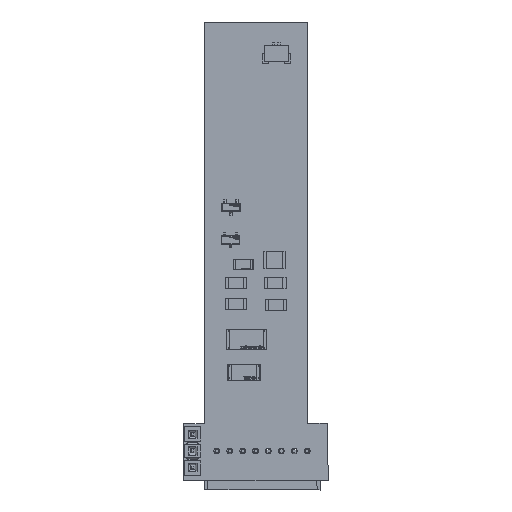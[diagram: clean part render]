
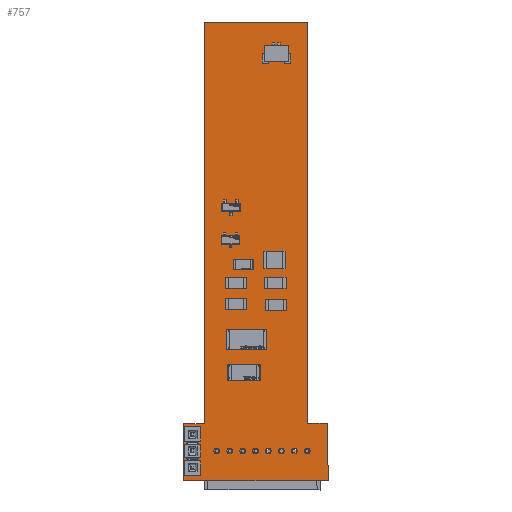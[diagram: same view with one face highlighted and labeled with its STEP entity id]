
A CAD part, top view. The second image highlights one B-rep face of the part: STEP entity #757.
In plain terms, the highlighted planar face has unit normal (0, 0, 1).
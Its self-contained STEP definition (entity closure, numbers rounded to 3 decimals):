
#104 = VERTEX_POINT('',#105);
#105 = CARTESIAN_POINT('',(22.765,8.382,0.411));
#111 = EDGE_CURVE('',#104,#112,#114,.T.);
#112 = VERTEX_POINT('',#113);
#113 = CARTESIAN_POINT('',(22.606,17.272,0.411));
#114 = LINE('',#115,#116);
#115 = CARTESIAN_POINT('',(22.765,8.382,0.411));
#116 = VECTOR('',#117,1.);
#117 = DIRECTION('',(-0.018,1.,0.));
#142 = EDGE_CURVE('',#112,#143,#145,.T.);
#143 = VERTEX_POINT('',#144);
#144 = CARTESIAN_POINT('',(19.558,17.272,0.411));
#145 = LINE('',#146,#147);
#146 = CARTESIAN_POINT('',(22.606,17.272,0.411));
#147 = VECTOR('',#148,1.);
#148 = DIRECTION('',(-1.,0.,0.));
#173 = EDGE_CURVE('',#143,#174,#176,.T.);
#174 = VERTEX_POINT('',#175);
#175 = CARTESIAN_POINT('',(19.558,79.375,0.411));
#176 = LINE('',#177,#178);
#177 = CARTESIAN_POINT('',(19.558,17.272,0.411));
#178 = VECTOR('',#179,1.);
#179 = DIRECTION('',(0.,1.,0.));
#204 = EDGE_CURVE('',#174,#205,#207,.T.);
#205 = VERTEX_POINT('',#206);
#206 = CARTESIAN_POINT('',(3.556,79.375,0.411));
#207 = LINE('',#208,#209);
#208 = CARTESIAN_POINT('',(19.558,79.375,0.411));
#209 = VECTOR('',#210,1.);
#210 = DIRECTION('',(-1.,0.,0.));
#235 = EDGE_CURVE('',#205,#236,#238,.T.);
#236 = VERTEX_POINT('',#237);
#237 = CARTESIAN_POINT('',(3.556,17.145,0.411));
#238 = LINE('',#239,#240);
#239 = CARTESIAN_POINT('',(3.556,79.375,0.411));
#240 = VECTOR('',#241,1.);
#241 = DIRECTION('',(0.,-1.,0.));
#266 = EDGE_CURVE('',#236,#267,#269,.T.);
#267 = VERTEX_POINT('',#268);
#268 = CARTESIAN_POINT('',(0.381,17.145,0.411));
#269 = LINE('',#270,#271);
#270 = CARTESIAN_POINT('',(3.556,17.145,0.411));
#271 = VECTOR('',#272,1.);
#272 = DIRECTION('',(-1.,0.,0.));
#297 = EDGE_CURVE('',#267,#298,#300,.T.);
#298 = VERTEX_POINT('',#299);
#299 = CARTESIAN_POINT('',(0.381,8.382,0.411));
#300 = LINE('',#301,#302);
#301 = CARTESIAN_POINT('',(0.381,17.145,0.411));
#302 = VECTOR('',#303,1.);
#303 = DIRECTION('',(0.,-1.,0.));
#328 = EDGE_CURVE('',#298,#104,#329,.T.);
#329 = LINE('',#330,#331);
#330 = CARTESIAN_POINT('',(0.381,8.382,0.411));
#331 = VECTOR('',#332,1.);
#332 = DIRECTION('',(1.,0.,0.));
#352 = VERTEX_POINT('',#353);
#353 = CARTESIAN_POINT('',(2.288,12.954,0.411));
#359 = EDGE_CURVE('',#352,#352,#360,.T.);
#360 = CIRCLE('',#361,0.51);
#361 = AXIS2_PLACEMENT_3D('',#362,#363,#364);
#362 = CARTESIAN_POINT('',(1.778,12.954,0.411));
#363 = DIRECTION('',(0.,0.,1.));
#364 = DIRECTION('',(1.,0.,-0.));
#385 = VERTEX_POINT('',#386);
#386 = CARTESIAN_POINT('',(2.288,10.414,0.411));
#392 = EDGE_CURVE('',#385,#385,#393,.T.);
#393 = CIRCLE('',#394,0.51);
#394 = AXIS2_PLACEMENT_3D('',#395,#396,#397);
#395 = CARTESIAN_POINT('',(1.778,10.414,0.411));
#396 = DIRECTION('',(0.,0.,1.));
#397 = DIRECTION('',(1.,0.,-0.));
#418 = VERTEX_POINT('',#419);
#419 = CARTESIAN_POINT('',(2.288,15.494,0.411));
#425 = EDGE_CURVE('',#418,#418,#426,.T.);
#426 = CIRCLE('',#427,0.51);
#427 = AXIS2_PLACEMENT_3D('',#428,#429,#430);
#428 = CARTESIAN_POINT('',(1.778,15.494,0.411));
#429 = DIRECTION('',(0.,0.,1.));
#430 = DIRECTION('',(1.,0.,-0.));
#451 = VERTEX_POINT('',#452);
#452 = CARTESIAN_POINT('',(7.943,12.954,0.411));
#458 = EDGE_CURVE('',#451,#451,#459,.T.);
#459 = CIRCLE('',#460,0.45);
#460 = AXIS2_PLACEMENT_3D('',#461,#462,#463);
#461 = CARTESIAN_POINT('',(7.493,12.954,0.411));
#462 = DIRECTION('',(0.,0.,1.));
#463 = DIRECTION('',(1.,0.,-0.));
#484 = VERTEX_POINT('',#485);
#485 = CARTESIAN_POINT('',(5.943,12.954,0.411));
#491 = EDGE_CURVE('',#484,#484,#492,.T.);
#492 = CIRCLE('',#493,0.45);
#493 = AXIS2_PLACEMENT_3D('',#494,#495,#496);
#494 = CARTESIAN_POINT('',(5.493,12.954,0.411));
#495 = DIRECTION('',(0.,0.,1.));
#496 = DIRECTION('',(1.,0.,-0.));
#517 = VERTEX_POINT('',#518);
#518 = CARTESIAN_POINT('',(15.943,12.954,0.411));
#524 = EDGE_CURVE('',#517,#517,#525,.T.);
#525 = CIRCLE('',#526,0.45);
#526 = AXIS2_PLACEMENT_3D('',#527,#528,#529);
#527 = CARTESIAN_POINT('',(15.493,12.954,0.411));
#528 = DIRECTION('',(0.,0.,1.));
#529 = DIRECTION('',(1.,0.,-0.));
#550 = VERTEX_POINT('',#551);
#551 = CARTESIAN_POINT('',(19.943,12.954,0.411));
#557 = EDGE_CURVE('',#550,#550,#558,.T.);
#558 = CIRCLE('',#559,0.45);
#559 = AXIS2_PLACEMENT_3D('',#560,#561,#562);
#560 = CARTESIAN_POINT('',(19.493,12.954,0.411));
#561 = DIRECTION('',(0.,0.,1.));
#562 = DIRECTION('',(1.,0.,-0.));
#583 = VERTEX_POINT('',#584);
#584 = CARTESIAN_POINT('',(17.943,12.954,0.411));
#590 = EDGE_CURVE('',#583,#583,#591,.T.);
#591 = CIRCLE('',#592,0.45);
#592 = AXIS2_PLACEMENT_3D('',#593,#594,#595);
#593 = CARTESIAN_POINT('',(17.493,12.954,0.411));
#594 = DIRECTION('',(0.,0.,1.));
#595 = DIRECTION('',(1.,0.,-0.));
#616 = VERTEX_POINT('',#617);
#617 = CARTESIAN_POINT('',(9.943,12.954,0.411));
#623 = EDGE_CURVE('',#616,#616,#624,.T.);
#624 = CIRCLE('',#625,0.45);
#625 = AXIS2_PLACEMENT_3D('',#626,#627,#628);
#626 = CARTESIAN_POINT('',(9.493,12.954,0.411));
#627 = DIRECTION('',(0.,0.,1.));
#628 = DIRECTION('',(1.,0.,-0.));
#649 = VERTEX_POINT('',#650);
#650 = CARTESIAN_POINT('',(13.943,12.954,0.411));
#656 = EDGE_CURVE('',#649,#649,#657,.T.);
#657 = CIRCLE('',#658,0.45);
#658 = AXIS2_PLACEMENT_3D('',#659,#660,#661);
#659 = CARTESIAN_POINT('',(13.493,12.954,0.411));
#660 = DIRECTION('',(0.,0.,1.));
#661 = DIRECTION('',(1.,0.,-0.));
#682 = VERTEX_POINT('',#683);
#683 = CARTESIAN_POINT('',(11.943,12.954,0.411));
#689 = EDGE_CURVE('',#682,#682,#690,.T.);
#690 = CIRCLE('',#691,0.45);
#691 = AXIS2_PLACEMENT_3D('',#692,#693,#694);
#692 = CARTESIAN_POINT('',(11.493,12.954,0.411));
#693 = DIRECTION('',(0.,0.,1.));
#694 = DIRECTION('',(1.,0.,-0.));
#757 = ADVANCED_FACE('',(#758,#768,#771,#774,#777,#780,#783,#786,#789,
    #792,#795,#798),#801,.T.);
#758 = FACE_BOUND('',#759,.T.);
#759 = EDGE_LOOP('',(#760,#761,#762,#763,#764,#765,#766,#767));
#760 = ORIENTED_EDGE('',*,*,#111,.T.);
#761 = ORIENTED_EDGE('',*,*,#142,.T.);
#762 = ORIENTED_EDGE('',*,*,#173,.T.);
#763 = ORIENTED_EDGE('',*,*,#204,.T.);
#764 = ORIENTED_EDGE('',*,*,#235,.T.);
#765 = ORIENTED_EDGE('',*,*,#266,.T.);
#766 = ORIENTED_EDGE('',*,*,#297,.T.);
#767 = ORIENTED_EDGE('',*,*,#328,.T.);
#768 = FACE_BOUND('',#769,.T.);
#769 = EDGE_LOOP('',(#770));
#770 = ORIENTED_EDGE('',*,*,#359,.F.);
#771 = FACE_BOUND('',#772,.T.);
#772 = EDGE_LOOP('',(#773));
#773 = ORIENTED_EDGE('',*,*,#392,.F.);
#774 = FACE_BOUND('',#775,.T.);
#775 = EDGE_LOOP('',(#776));
#776 = ORIENTED_EDGE('',*,*,#425,.F.);
#777 = FACE_BOUND('',#778,.T.);
#778 = EDGE_LOOP('',(#779));
#779 = ORIENTED_EDGE('',*,*,#458,.F.);
#780 = FACE_BOUND('',#781,.T.);
#781 = EDGE_LOOP('',(#782));
#782 = ORIENTED_EDGE('',*,*,#491,.F.);
#783 = FACE_BOUND('',#784,.T.);
#784 = EDGE_LOOP('',(#785));
#785 = ORIENTED_EDGE('',*,*,#524,.F.);
#786 = FACE_BOUND('',#787,.T.);
#787 = EDGE_LOOP('',(#788));
#788 = ORIENTED_EDGE('',*,*,#557,.F.);
#789 = FACE_BOUND('',#790,.T.);
#790 = EDGE_LOOP('',(#791));
#791 = ORIENTED_EDGE('',*,*,#590,.F.);
#792 = FACE_BOUND('',#793,.T.);
#793 = EDGE_LOOP('',(#794));
#794 = ORIENTED_EDGE('',*,*,#623,.F.);
#795 = FACE_BOUND('',#796,.T.);
#796 = EDGE_LOOP('',(#797));
#797 = ORIENTED_EDGE('',*,*,#656,.F.);
#798 = FACE_BOUND('',#799,.T.);
#799 = EDGE_LOOP('',(#800));
#800 = ORIENTED_EDGE('',*,*,#689,.F.);
#801 = PLANE('',#802);
#802 = AXIS2_PLACEMENT_3D('',#803,#804,#805);
#803 = CARTESIAN_POINT('',(11.551,41.775,0.411));
#804 = DIRECTION('',(0.,0.,1.));
#805 = DIRECTION('',(1.,0.,-0.));
